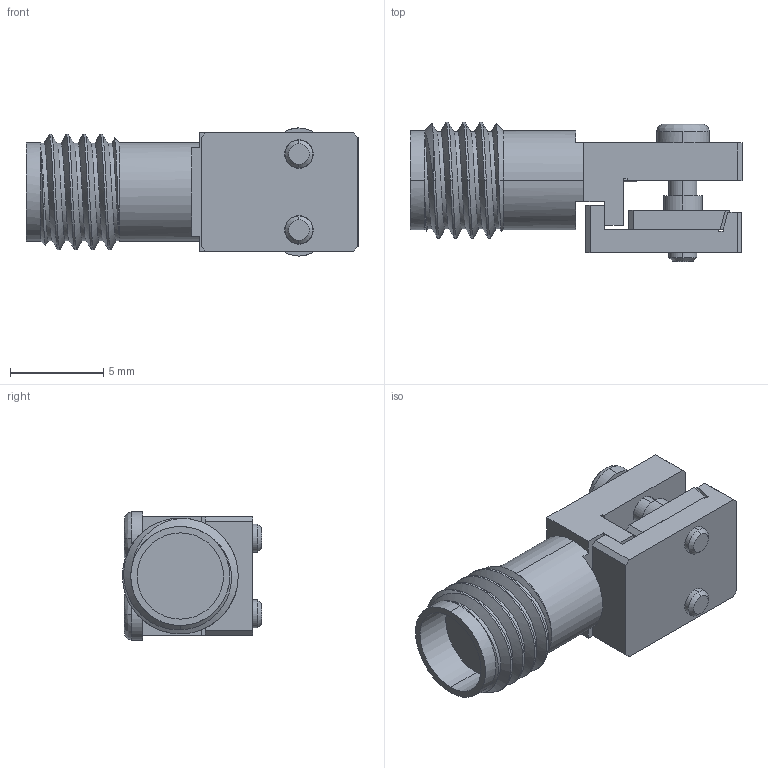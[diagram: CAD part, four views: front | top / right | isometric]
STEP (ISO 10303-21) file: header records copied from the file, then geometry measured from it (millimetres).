
FILE_DESCRIPTION (( 'STEP AP214' ), '1' );
FILE_NAME ('FMCN45948_3D.step', '2023-08-24T17:39:18', ( '' ), ( '' ), 'SwSTEP 2.0', 'SolidWorks 2022', '' );
FILE_SCHEMA (( 'AUTOMOTIVE_DESIGN' ));
Length unit declared in the file: inch
Products named in the file (7): FMCN45948_3D; 24-84NB-NS00-5_1^FMCN45948; K84NB-NS00-1^FMCN45948; 0-80UNF-2A-635L_1_2^FMCN45948; 24-84NB-NS00-8_1^FMCN45948; 24-84NB-NS00-7_1_2^FMCN45948; 24-84NB-NS00-7_1^FMCN45948
Assembly tree (7 placements, depth 2):
  FMCN45948_3D
    K84NB-NS00-1^FMCN45948
    24-84NB-NS00-5_1^FMCN45948
    24-84NB-NS00-8_1^FMCN45948
    24-84NB-NS00-7_1_2^FMCN45948
    24-84NB-NS00-7_1^FMCN45948
    0-80UNF-2A-635L_1_2^FMCN45948  x2
Bounding box: 17.77 x 7.45 x 6.86 mm (x, y, z)
Volume: 433.2 mm3; surface area: 911.5 mm2
Topology: 6 solids, 8 shells, 211 faces, 551 edges, 364 vertices
Faces by surface type: plane 104, cylinder 89, cone 9, bspline 9
Entity records: 7364 total; most frequent: CARTESIAN_POINT 2710, DIRECTION 920, ORIENTED_EDGE 902, EDGE_CURVE 455, AXIS2_PLACEMENT_3D 330, VERTEX_POINT 300, VECTOR 260, LINE 260
